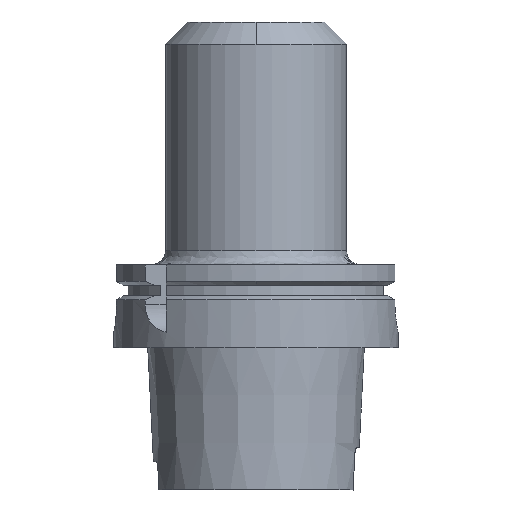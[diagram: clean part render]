
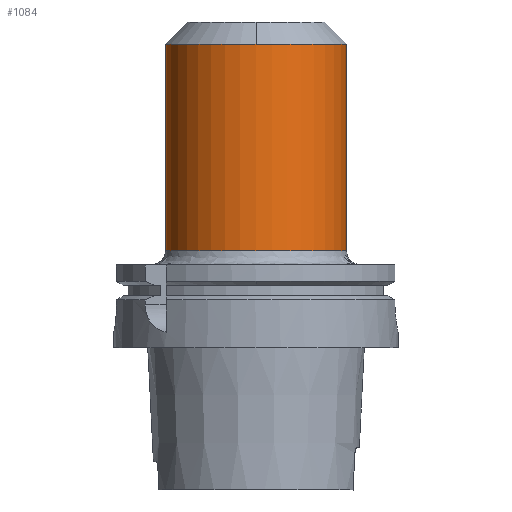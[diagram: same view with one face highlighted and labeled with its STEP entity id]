
A CAD part, front view. The second image highlights one B-rep face of the part: STEP entity #1084.
In plain terms, the highlighted cylindrical face has radius 31.75 mm (diameter 63.5 mm), a partial arc.
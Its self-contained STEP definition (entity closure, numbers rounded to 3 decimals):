
#12 = DIRECTION ( 'NONE',  ( -1., 0., 0. ) ) ;
#40 = EDGE_CURVE ( 'NONE', #1500, #2755, #704, .T. ) ;
#243 = VECTOR ( 'NONE', #2625, 1000. ) ;
#378 = CARTESIAN_POINT ( 'NONE',  ( 0., -31.75, 106.55 ) ) ;
#420 = CARTESIAN_POINT ( 'NONE',  ( 0., 0., 34. ) ) ;
#449 = FACE_OUTER_BOUND ( 'NONE', #1033, .T. ) ;
#546 = CARTESIAN_POINT ( 'NONE',  ( 31.75, 0., 106.55 ) ) ;
#644 = CARTESIAN_POINT ( 'NONE',  ( 31.75, 0., 106.55 ) ) ;
#704 = CIRCLE ( 'NONE', #1947, 31.75 ) ;
#717 = CARTESIAN_POINT ( 'NONE',  ( -31.75, 0., 106.55 ) ) ;
#719 = EDGE_CURVE ( 'NONE', #2153, #770, #2561, .T. ) ;
#720 = DIRECTION ( 'NONE',  ( -1., 0., 0. ) ) ;
#739 = DIRECTION ( 'NONE',  ( 0., 0., 1. ) ) ;
#745 = CARTESIAN_POINT ( 'NONE',  ( 0., 0., 106.55 ) ) ;
#751 = CARTESIAN_POINT ( 'NONE',  ( 0., 0., 106.55 ) ) ;
#770 = VERTEX_POINT ( 'NONE', #378 ) ;
#923 = DIRECTION ( 'NONE',  ( -1., 0., 0. ) ) ;
#967 = CARTESIAN_POINT ( 'NONE',  ( 0., 0., 106.55 ) ) ;
#986 = CIRCLE ( 'NONE', #2138, 31.75 ) ;
#1002 = CARTESIAN_POINT ( 'NONE',  ( -31.75, 0., 34. ) ) ;
#1004 = DIRECTION ( 'NONE',  ( 0., 0., 1. ) ) ;
#1033 = EDGE_LOOP ( 'NONE', ( #1035, #1883, #1338, #2505, #2733 ) ) ;
#1035 = ORIENTED_EDGE ( 'NONE', *, *, #2491, .F. ) ;
#1084 = ADVANCED_FACE ( 'NONE', ( #449 ), #2439, .T. ) ;
#1178 = DIRECTION ( 'NONE',  ( 1., 0., 0. ) ) ;
#1281 = DIRECTION ( 'NONE',  ( 0., 0., -1. ) ) ;
#1338 = ORIENTED_EDGE ( 'NONE', *, *, #719, .F. ) ;
#1500 = VERTEX_POINT ( 'NONE', #1002 ) ;
#1615 = LINE ( 'NONE', #546, #243 ) ;
#1619 = CARTESIAN_POINT ( 'NONE',  ( -31.75, 0., 106.55 ) ) ;
#1725 = LINE ( 'NONE', #717, #2330 ) ;
#1883 = ORIENTED_EDGE ( 'NONE', *, *, #2087, .F. ) ;
#1947 = AXIS2_PLACEMENT_3D ( 'NONE', #420, #1004, #1178 ) ;
#2057 = EDGE_CURVE ( 'NONE', #2153, #1500, #1725, .T. ) ;
#2087 = EDGE_CURVE ( 'NONE', #770, #2239, #986, .T. ) ;
#2138 = AXIS2_PLACEMENT_3D ( 'NONE', #751, #2277, #12 ) ;
#2146 = DIRECTION ( 'NONE',  ( 0., 0., -1. ) ) ;
#2153 = VERTEX_POINT ( 'NONE', #1619 ) ;
#2239 = VERTEX_POINT ( 'NONE', #644 ) ;
#2277 = DIRECTION ( 'NONE',  ( 0., 0., 1. ) ) ;
#2315 = AXIS2_PLACEMENT_3D ( 'NONE', #967, #1281, #923 ) ;
#2330 = VECTOR ( 'NONE', #2146, 1000. ) ;
#2439 = CYLINDRICAL_SURFACE ( 'NONE', #2315, 31.75 ) ;
#2491 = EDGE_CURVE ( 'NONE', #2239, #2755, #1615, .T. ) ;
#2505 = ORIENTED_EDGE ( 'NONE', *, *, #2057, .T. ) ;
#2561 = CIRCLE ( 'NONE', #2827, 31.75 ) ;
#2625 = DIRECTION ( 'NONE',  ( 0., 0., -1. ) ) ;
#2629 = CARTESIAN_POINT ( 'NONE',  ( 31.75, 0., 34. ) ) ;
#2733 = ORIENTED_EDGE ( 'NONE', *, *, #40, .T. ) ;
#2755 = VERTEX_POINT ( 'NONE', #2629 ) ;
#2827 = AXIS2_PLACEMENT_3D ( 'NONE', #745, #739, #720 ) ;
